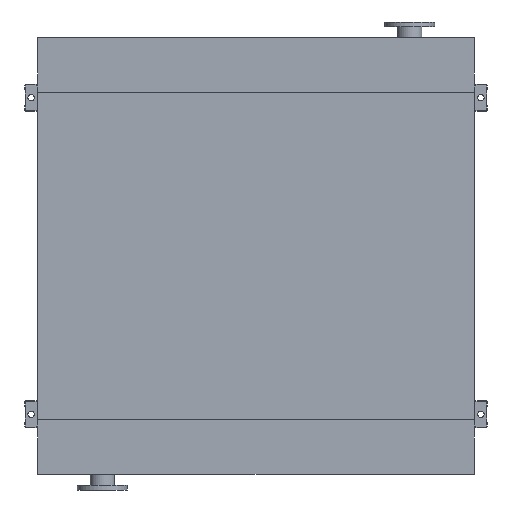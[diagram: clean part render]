
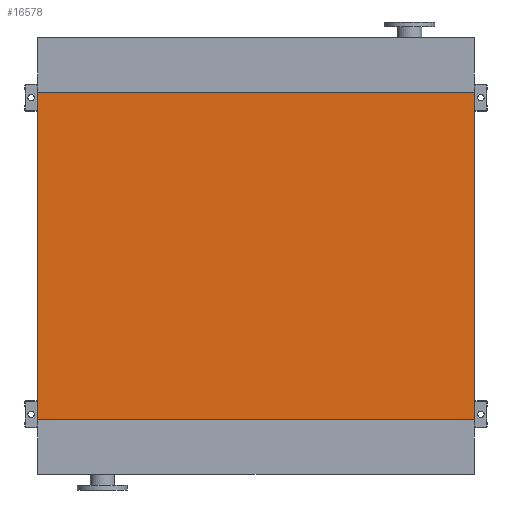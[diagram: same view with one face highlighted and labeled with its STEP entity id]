
A CAD part, front view. The second image highlights one B-rep face of the part: STEP entity #16578.
In plain terms, the highlighted planar face has unit normal (0, -1, 0).
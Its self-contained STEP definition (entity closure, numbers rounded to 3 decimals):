
#109 = AXIS2_PLACEMENT_3D ( 'NONE', #3839, #12078, #3907 ) ;
#861 = CARTESIAN_POINT ( 'NONE',  ( -965., 0., 0. ) ) ;
#958 = VERTEX_POINT ( 'NONE', #861 ) ;
#1023 = DIRECTION ( 'NONE',  ( 0., 0., 1. ) ) ;
#1068 = CARTESIAN_POINT ( 'NONE',  ( -965., 0., -1450. ) ) ;
#1222 = CARTESIAN_POINT ( 'NONE',  ( -965., 0., -1450. ) ) ;
#1462 = VERTEX_POINT ( 'NONE', #1710 ) ;
#1577 = DIRECTION ( 'NONE',  ( 1., 0., 0. ) ) ;
#1710 = CARTESIAN_POINT ( 'NONE',  ( 965., 0., 0. ) ) ;
#2224 = LINE ( 'NONE', #13931, #13580 ) ;
#2293 = PLANE ( 'NONE',  #109 ) ;
#2730 = LINE ( 'NONE', #13875, #10363 ) ;
#2830 = FACE_OUTER_BOUND ( 'NONE', #6096, .T. ) ;
#2889 = CARTESIAN_POINT ( 'NONE',  ( 965., 0., -1450. ) ) ;
#3791 = EDGE_CURVE ( 'NONE', #3799, #958, #9229, .T. ) ;
#3799 = VERTEX_POINT ( 'NONE', #1222 ) ;
#3839 = CARTESIAN_POINT ( 'NONE',  ( -965., 0., -1450. ) ) ;
#3907 = DIRECTION ( 'NONE',  ( 0., 0., -1. ) ) ;
#5499 = VECTOR ( 'NONE', #1023, 1000. ) ;
#6096 = EDGE_LOOP ( 'NONE', ( #9627, #17165, #16978, #14413 ) ) ;
#6174 = DIRECTION ( 'NONE',  ( 1., 0., 0. ) ) ;
#7350 = CARTESIAN_POINT ( 'NONE',  ( 965., 0., -1450. ) ) ;
#9229 = LINE ( 'NONE', #1068, #5499 ) ;
#9627 = ORIENTED_EDGE ( 'NONE', *, *, #12128, .F. ) ;
#10363 = VECTOR ( 'NONE', #6174, 1000. ) ;
#11515 = VECTOR ( 'NONE', #12489, 1000. ) ;
#12037 = EDGE_CURVE ( 'NONE', #16327, #1462, #12263, .T. ) ;
#12078 = DIRECTION ( 'NONE',  ( 0., -1., 0. ) ) ;
#12128 = EDGE_CURVE ( 'NONE', #958, #1462, #2730, .T. ) ;
#12149 = EDGE_CURVE ( 'NONE', #3799, #16327, #2224, .T. ) ;
#12263 = LINE ( 'NONE', #7350, #11515 ) ;
#12489 = DIRECTION ( 'NONE',  ( 0., 0., 1. ) ) ;
#13580 = VECTOR ( 'NONE', #1577, 1000. ) ;
#13875 = CARTESIAN_POINT ( 'NONE',  ( -965., 0., 0. ) ) ;
#13931 = CARTESIAN_POINT ( 'NONE',  ( -965., 0., -1450. ) ) ;
#14413 = ORIENTED_EDGE ( 'NONE', *, *, #12037, .T. ) ;
#16327 = VERTEX_POINT ( 'NONE', #2889 ) ;
#16578 = ADVANCED_FACE ( 'NONE', ( #2830 ), #2293, .T. ) ;
#16978 = ORIENTED_EDGE ( 'NONE', *, *, #12149, .T. ) ;
#17165 = ORIENTED_EDGE ( 'NONE', *, *, #3791, .F. ) ;
